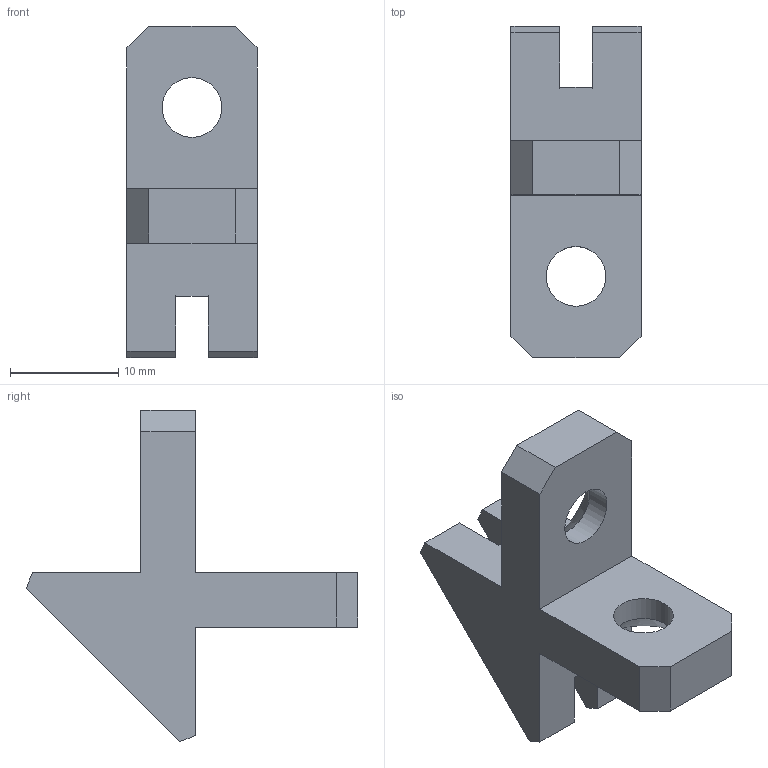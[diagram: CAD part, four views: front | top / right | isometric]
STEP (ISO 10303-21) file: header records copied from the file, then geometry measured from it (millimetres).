
FILE_DESCRIPTION(('FreeCAD Model'),'2;1');
FILE_NAME('Open CASCADE Shape Model','2024-12-02T13:17:29',(''),(''), 'Open CASCADE STEP processor 7.6','FreeCAD','Unknown');
FILE_SCHEMA(('AUTOMOTIVE_DESIGN { 1 0 10303 214 1 1 1 1 }'));
Length unit declared in the file: millimetre
Products named in the file (1): Тіло001
Bounding box: 12 x 30.59 x 30.59 mm (x, y, z)
Volume: 2665.4 mm3; surface area: 2207.3 mm2
Topology: 1 solids, 1 shells, 134 faces, 372 edges, 239 vertices
Faces by surface type: bspline 77, plane 27, cylinder 27, cone 3
Full cylindrical faces by diameter (mm): 4.224 x6, 5.5 x2
Entity records: 12228 total; most frequent: CARTESIAN_POINT 9505, ORIENTED_EDGE 742, EDGE_CURVE 371, DIRECTION 249, B_SPLINE_CURVE_WITH_KNOTS 248, VERTEX_POINT 239, FACE_BOUND 138, EDGE_LOOP 138
